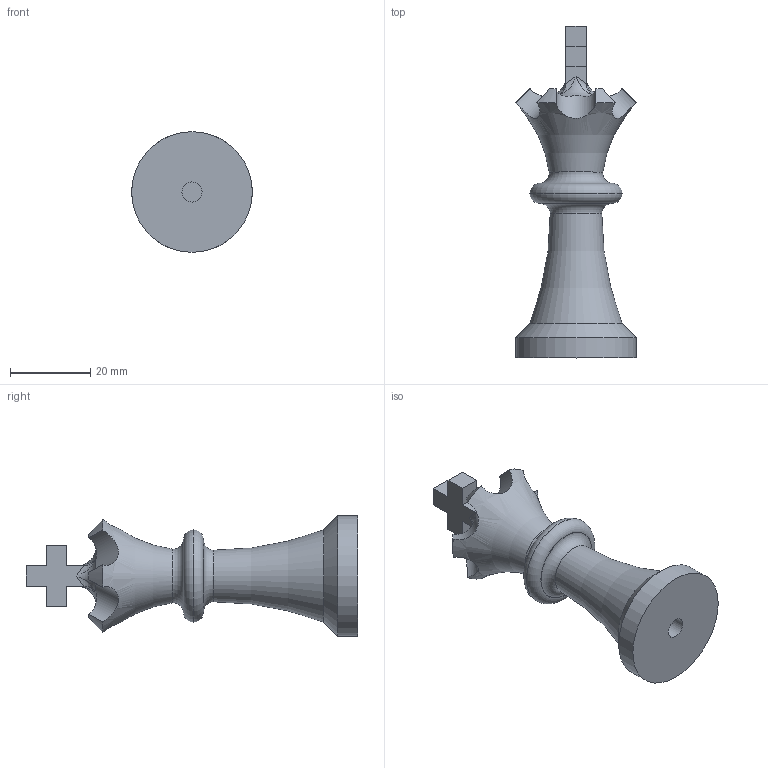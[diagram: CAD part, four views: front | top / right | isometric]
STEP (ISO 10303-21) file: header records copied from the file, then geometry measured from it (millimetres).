
FILE_DESCRIPTION(/* description */ (''),/* implementation_level */ '2;1');
FILE_NAME(/* name */ 'KingUntagged.stp',/* time_stamp */ '2025-02-27T09:00:43+01:00',/* author */ ('Marcu'),/* organization */ (''),/* preprocessor_version */ 'ST-DEVELOPER v20',/* originating_system */ 'Autodesk Inventor 2025',/* authorisation */ '');
FILE_SCHEMA (('AUTOMOTIVE_DESIGN { 1 0 10303 214 3 1 1 }'));
Length unit declared in the file: millimetre
Products named in the file (1): PawnUntagged
Bounding box: 30 x 82.5 x 30 mm (x, y, z)
Volume: 20143.6 mm3; surface area: 6336.6 mm2
Topology: 1 solids, 1 shells, 47 faces, 121 edges, 70 vertices
Faces by surface type: plane 16, cylinder 9, bspline 8, torus 7, cone 7
Full cylindrical faces by diameter (mm): 5 x1, 22.933 x1, 30 x1
Entity records: 2126 total; most frequent: CARTESIAN_POINT 1080, ORIENTED_EDGE 226, DIRECTION 178, EDGE_CURVE 113, AXIS2_PLACEMENT_3D 71, VERTEX_POINT 70, EDGE_LOOP 49, FACE_OUTER_BOUND 47
